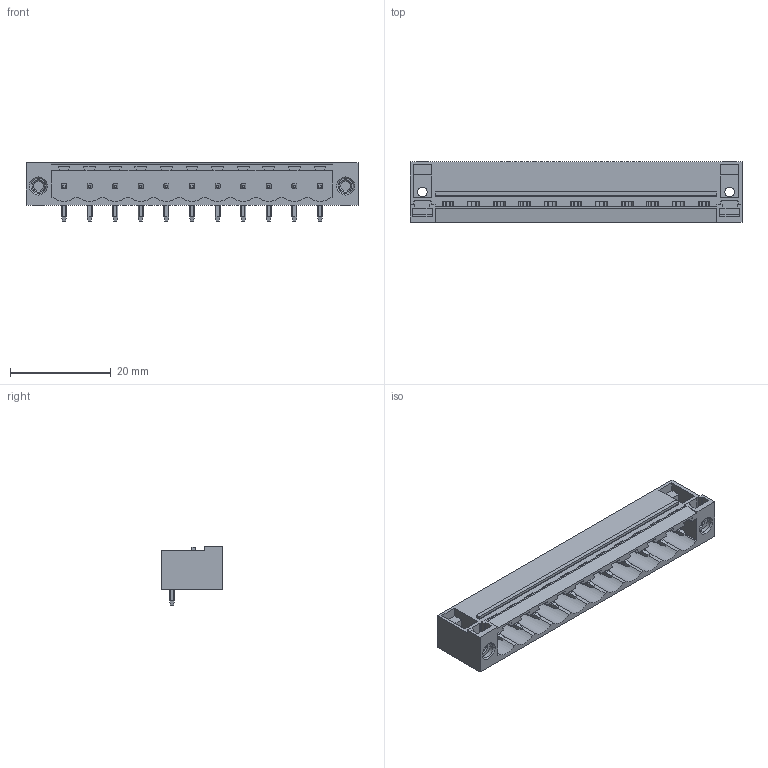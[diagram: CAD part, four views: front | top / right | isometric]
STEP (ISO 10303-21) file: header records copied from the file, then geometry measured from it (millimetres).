
FILE_DESCRIPTION(('CATIA V5 STEP Exchange','CAx-IF Rec.Pracs.--- Model Styling and Organization---1.2---2011-12-15'),'2;1');
FILE_NAME ('D1449186_0', '2018-10-26T07:05:19+00:00', ('none'), ('Weidmueller'), 'CATIA Version 5-6 Release 2014', 'CATIA V5 STEP AP214', 'none');
FILE_SCHEMA(('AUTOMOTIVE_DESIGN { 1 0 10303 214 1 1 1 1 }'));
Length unit declared in the file: millimetre
Products named in the file (1): 1148910000
Bounding box: 65.88 x 12 x 11.63 mm (x, y, z)
Volume: 3137.7 mm3; surface area: 5409.1 mm2
Topology: 14 solids, 14 shells, 641 faces, 1771 edges, 1140 vertices
Faces by surface type: plane 416, cylinder 209, cone 16
Entity records: 18650 total; most frequent: CARTESIAN_POINT 4088, ORIENTED_EDGE 3542, DIRECTION 2061, EDGE_CURVE 1765, VECTOR 1247, LINE 1247, VERTEX_POINT 1132, EDGE_LOOP 683
